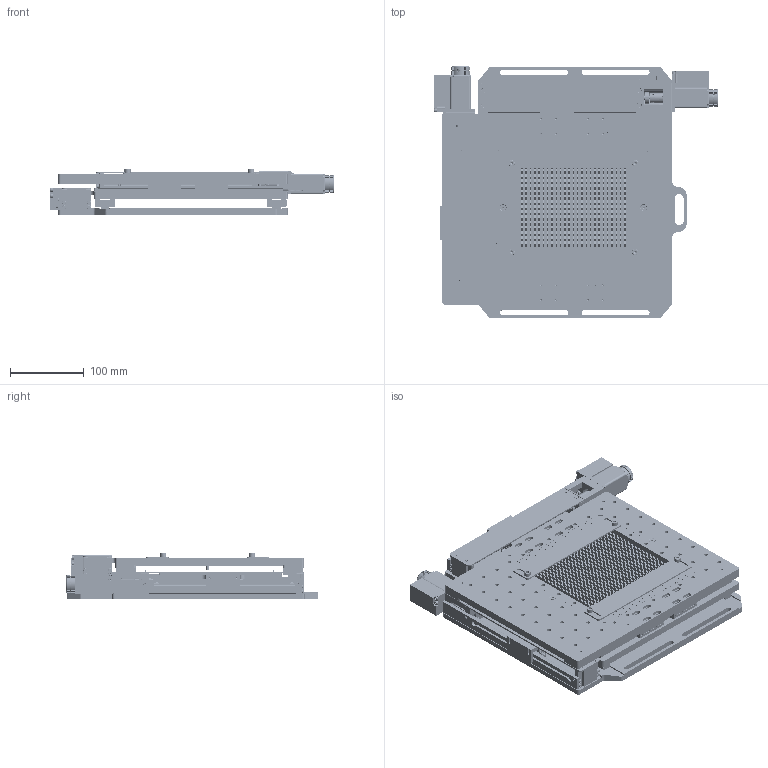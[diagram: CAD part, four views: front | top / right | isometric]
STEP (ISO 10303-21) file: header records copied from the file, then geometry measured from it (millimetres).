
FILE_DESCRIPTION(/* description */ (''),/* implementation_level */ '2;1');
FILE_NAME(/* name */ '03_TS136-L-XY',/* time_stamp */ '2025-07-09T13:06:33+03:00',/* author */ (''),/* organization */ (''),/* preprocessor_version */ 'ST-DEVELOPER v16.5',/* originating_system */ 'Rhino 7.34',/* authorisation */ '');
FILE_SCHEMA (('AUTOMOTIVE_DESIGN'));
Products named in the file (1): Document
Bounding box: 384.9 x 341.5 x 62 mm (x, y, z)
Volume: 2350288.3 mm3; surface area: 840808.6 mm2
Topology: 1 solids, 9 shells, 7437 faces, 21693 edges, 14070 vertices
Faces by surface type: plane 4838, cylinder 2175, bspline 424
Entity records: 236380 total; most frequent: CARTESIAN_POINT 96721, ORIENTED_EDGE 43118, EDGE_CURVE 21575, B_SPLINE_CURVE_WITH_KNOTS 16008, VERTEX_POINT 14070, EDGE_LOOP 8179, ADVANCED_FACE 7437, FACE_OUTER_BOUND 7437
